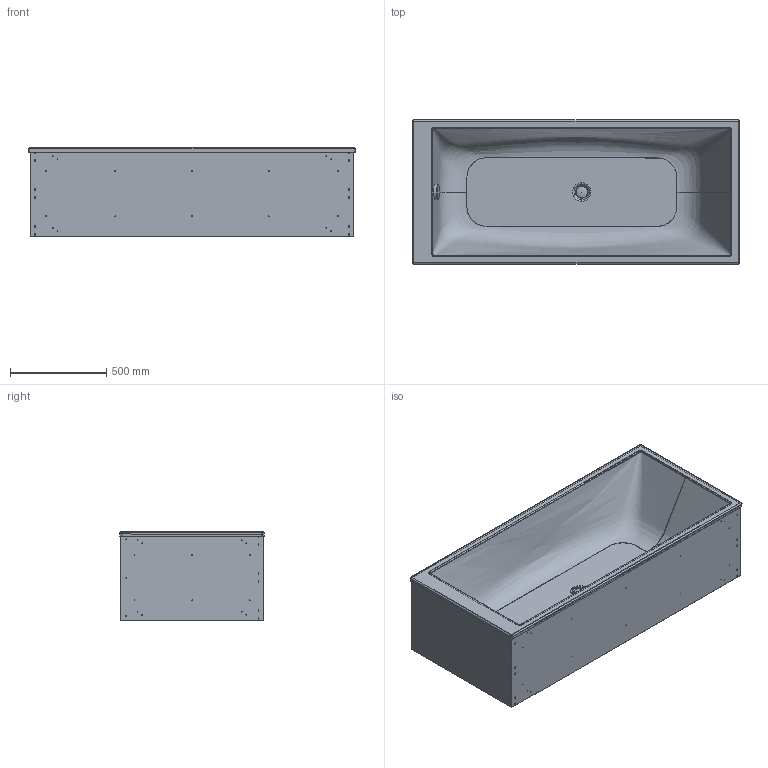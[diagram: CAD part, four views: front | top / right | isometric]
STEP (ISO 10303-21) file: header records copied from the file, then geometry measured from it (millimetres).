
FILE_DESCRIPTION((''),'2;1');
FILE_NAME('700231_8948.stp','2011-05-26T10:59:52',('Administrator'),(''),'Autodesk Inventor 2011','Autodesk Inventor 2011','');
FILE_SCHEMA(('AUTOMOTIVE_DESIGN { 1 0 10303 214 1 1 1 1 }'));
Length unit declared in the file: millimetre
Products named in the file (9): 700231_8948; 700231; Kelch; Stopfen; Verschluss_Ueberlauf; 8948; Längsseite_8948; Querseite_2_8948; Querseite_1_8948
Assembly tree (8 placements, depth 3):
  700231_8948
    700231
    Kelch
    Stopfen
    Verschluss_Ueberlauf
    8948
      Längsseite_8948
      Querseite_2_8948
      Querseite_1_8948
Bounding box: 1700 x 750.02 x 461.95 mm (x, y, z)
Volume: 10713309.7 mm3; surface area: 7423435.9 mm2
Topology: 6 solids, 74 shells, 343 faces, 966 edges, 794 vertices
Faces by surface type: cylinder 148, plane 147, bspline 22, torus 12, sphere 8, cone 6
Full cylindrical faces by diameter (mm): 3.5 x48, 4.5 x52, 15 x1, 42 x1, 44 x1, 60 x1, 74 x1, 79.999 x1
Entity records: 101056 total; most frequent: CARTESIAN_POINT 92089, DIRECTION 1707, ORIENTED_EDGE 1164, EDGE_CURVE 810, VERTEX_POINT 762, AXIS2_PLACEMENT_3D 756, EDGE_LOOP 566, CIRCLE 374
